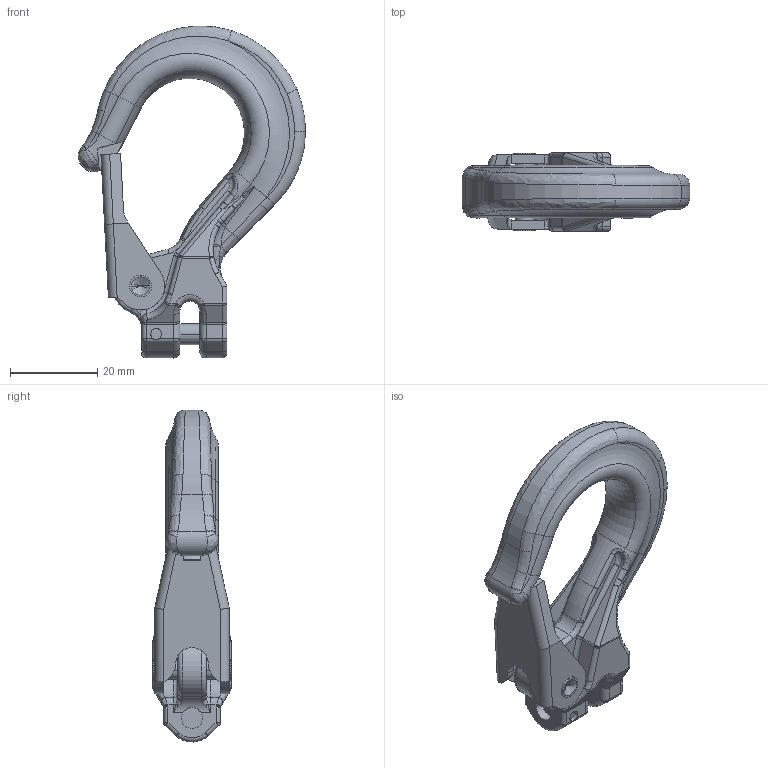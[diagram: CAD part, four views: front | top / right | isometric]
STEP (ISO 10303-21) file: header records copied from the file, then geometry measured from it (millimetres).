
FILE_DESCRIPTION((''),'2;1');
FILE_NAME('001-M31568-P-1_ASM','2004-10-21T',('Haas'),(''),'PRO/ENGINEER BY PARAMETRIC TECHNOLOGY CORPORATION, 2003450','PRO/ENGINEER BY PARAMETRIC TECHNOLOGY CORPORATION, 2003450','');
FILE_SCHEMA(('CONFIG_CONTROL_DESIGN'));
Length unit declared in the file: millimetre
Products named in the file (3): 001-M31568-P-1; 001-M31567-P-1; 001-M31568-P-1_ASM
Assembly tree (2 placements, depth 2):
  001-M31568-P-1_ASM
    001-M31568-P-1
    001-M31567-P-1
Bounding box: 51.99 x 18 x 75.96 mm (x, y, z)
Volume: 17823.4 mm3; surface area: 8382.1 mm2
Topology: 2 solids, 2 shells, 370 faces, 859 edges, 494 vertices
Faces by surface type: cylinder 133, bspline 101, plane 74, torus 44, sphere 14, cone 4
Entity records: 14023 total; most frequent: CARTESIAN_POINT 6250, ORIENTED_EDGE 1710, DIRECTION 1487, EDGE_CURVE 855, AXIS2_PLACEMENT_3D 601, VERTEX_POINT 494, EDGE_LOOP 381, FACE_OUTER_BOUND 370
